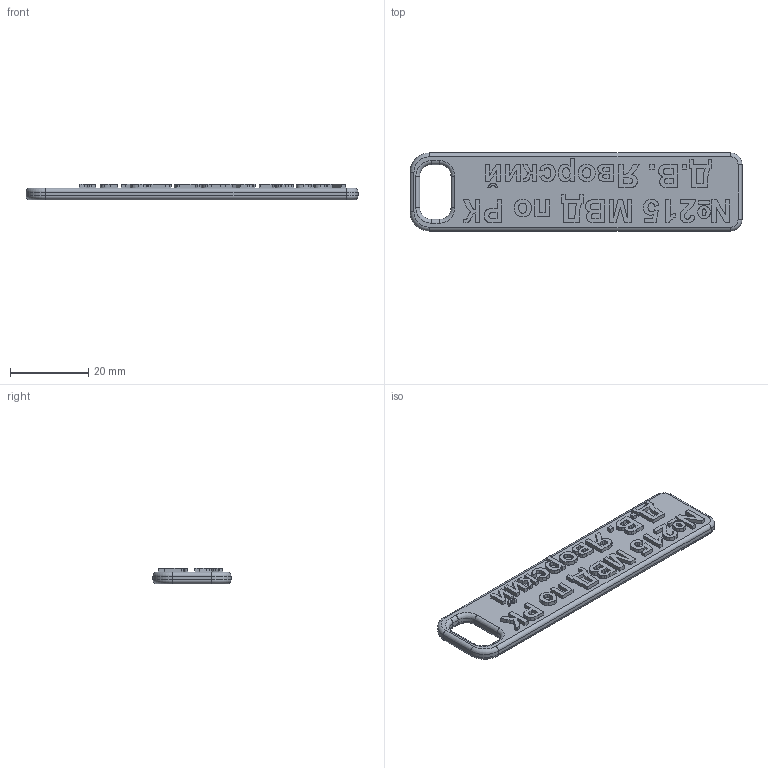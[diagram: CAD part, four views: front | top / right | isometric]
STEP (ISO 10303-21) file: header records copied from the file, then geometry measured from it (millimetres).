
FILE_DESCRIPTION(('STEP AP242'), '1');
FILE_NAME('itemTrinketV2', '', ('UNSPECIFIED'), ('UNSPECIFIED'), 'C3D Converter', 'C3D Toolkit', '');
FILE_SCHEMA(('AP242_MANAGED_MODEL_BASED_3D_ENGINEERING_MIM_LF { 1 0 10303 442 1 1 4 }'));
Length unit declared in the file: millimetre
Bounding box: 85 x 20 x 4 mm (x, y, z)
Volume: 4961.3 mm3; surface area: 4318.7 mm2
Topology: 1 solids, 1 shells, 526 faces, 1420 edges, 936 vertices
Faces by surface type: extrusion 253, plane 233, cylinder 24, torus 16
Entity records: 16717 total; most frequent: CARTESIAN_POINT 4401, ORIENTED_EDGE 2840, DIRECTION 1779, EDGE_CURVE 1420, VECTOR 1103, VERTEX_POINT 936, LINE 850, B_SPLINE_CURVE_WITH_KNOTS 759
